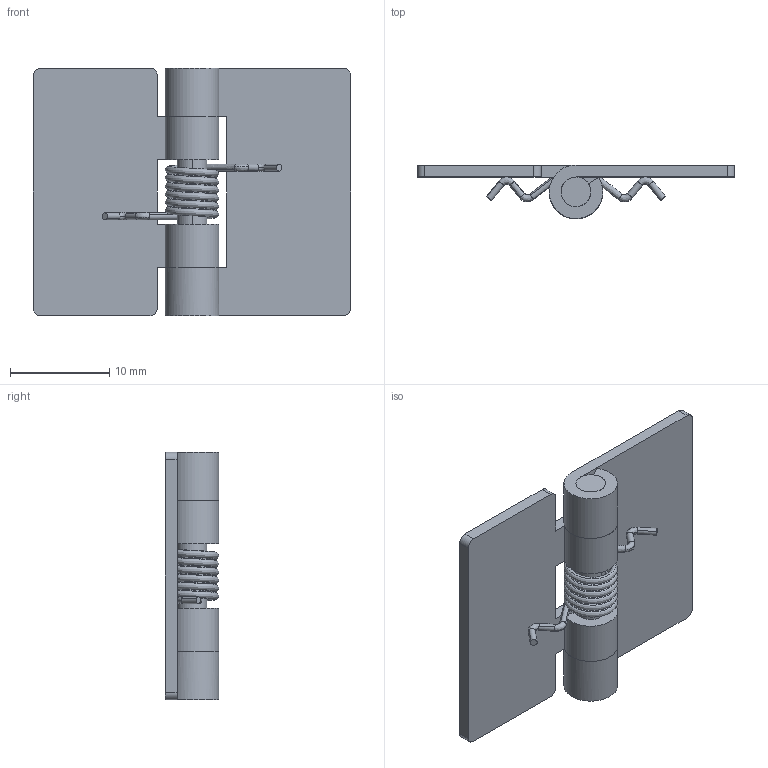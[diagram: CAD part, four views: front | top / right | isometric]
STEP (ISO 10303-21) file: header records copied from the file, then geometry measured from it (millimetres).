
FILE_DESCRIPTION((''),'2;1');
FILE_NAME('','2005-04-20T09:51:50',(''),(''),'','CADfix','');
FILE_SCHEMA(('AUTOMOTIVE_DESIGN'));
Length unit declared in the file: millimetre
Products named in the file (5): spring; shaft; hinge piece_B; hinge piece_A; TH_61_1_12350_36
Assembly tree (4 placements, depth 2):
  TH_61_1_12350_36
    spring
    shaft
    hinge piece_B
    hinge piece_A
Bounding box: 32 x 5.4 x 25 mm (x, y, z)
Volume: 1292.9 mm3; surface area: 2602.2 mm2
Topology: 4 solids, 4 shells, 74 faces, 228 edges, 164 vertices
Faces by surface type: bspline 74
Entity records: 4749 total; most frequent: CARTESIAN_POINT 3401, ORIENTED_EDGE 456, EDGE_CURVE 228, VERTEX_POINT 164, QUASI_UNIFORM_CURVE 88, EDGE_LOOP 78, FACE_OUTER_BOUND 74, ADVANCED_FACE 74
